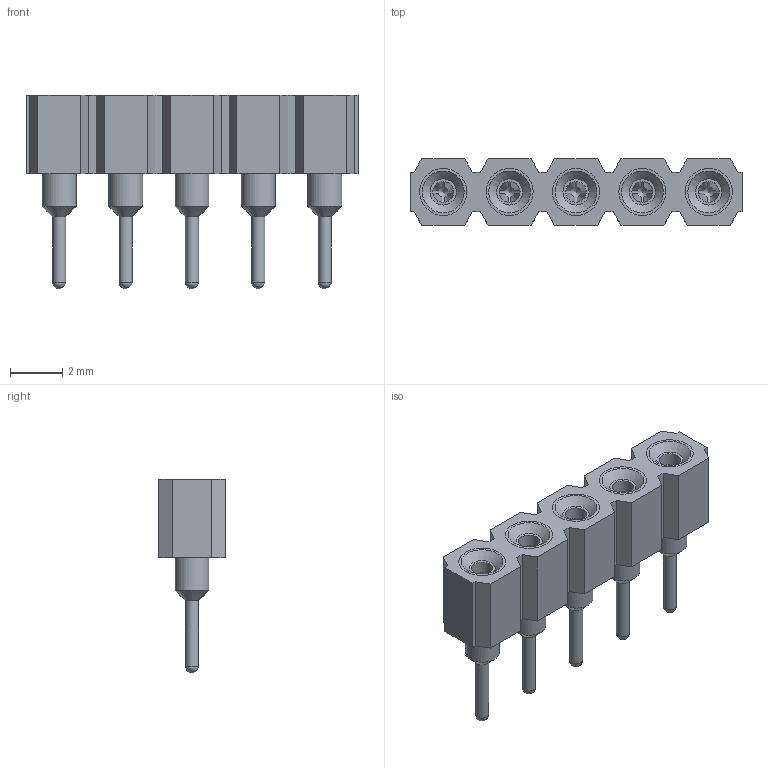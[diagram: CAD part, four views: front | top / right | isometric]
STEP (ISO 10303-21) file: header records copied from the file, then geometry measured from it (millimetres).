
FILE_DESCRIPTION(('STEP AP214'), '1');
FILE_NAME('SCSL (DS1002-01 CONNFLY)', '', ('UNSPECIFIED'), ('UNSPECIFIED'), 'ASCON STEP Converter 1.6', 'ASCON Math Kernel', '');
FILE_SCHEMA(('AUTOMOTIVE_DESIGN { 1 0 10303 214 3 1 1}'));
Length unit declared in the file: millimetre
Bounding box: 12.7 x 2.54 x 7.4 mm (x, y, z)
Volume: 84 mm3; surface area: 472.4 mm2
Topology: 11 solids, 11 shells, 246 faces, 567 edges, 343 vertices
Faces by surface type: plane 146, cone 55, cylinder 40, sphere 5
Full cylindrical faces by diameter (mm): 0.5 x5, 0.8 x5, 1 x10, 1.3 x10, 1.8 x10
Entity records: 9314 total; most frequent: CARTESIAN_POINT 1957, DIRECTION 1116, ORIENTED_EDGE 994, EDGE_CURVE 497, AXIS2_PLACEMENT_3D 452, VERTEX_POINT 333, EDGE_LOOP 326, COLOUR_RGB 257
